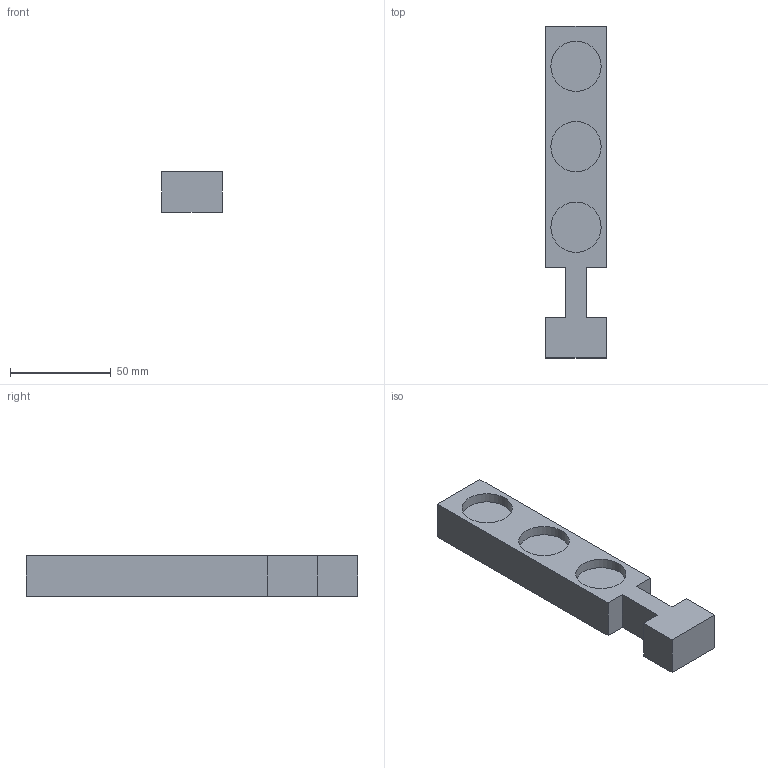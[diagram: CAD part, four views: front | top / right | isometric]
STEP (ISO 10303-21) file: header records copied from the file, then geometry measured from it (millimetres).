
FILE_DESCRIPTION(/* description */ (''),/* implementation_level */ '2;1');
FILE_NAME(/* name */ 'trafficlight.stp',/* time_stamp */ '2017-11-16T15:48:56-07:00',/* author */ ('Platform'),/* organization */ (''),/* preprocessor_version */ 'ST-DEVELOPER v16.13',/* originating_system */ 'Autodesk Inventor 2018',/* authorisation */ '');
FILE_SCHEMA (('AUTOMOTIVE_DESIGN { 1 0 10303 214 3 1 1 }'));
Length unit declared in the file: millimetre
Products named in the file (1): trafficlight
Bounding box: 30 x 165 x 20 mm (x, y, z)
Volume: 81636.9 mm3; surface area: 18678.1 mm2
Topology: 1 solids, 1 shells, 20 faces, 45 edges, 30 vertices
Faces by surface type: plane 17, cylinder 3
Full cylindrical faces by diameter (mm): 25 x3
Entity records: 610 total; most frequent: CARTESIAN_POINT 93, DIRECTION 90, ORIENTED_EDGE 84, EDGE_CURVE 42, LINE 36, VECTOR 36, VERTEX_POINT 30, AXIS2_PLACEMENT_3D 27
